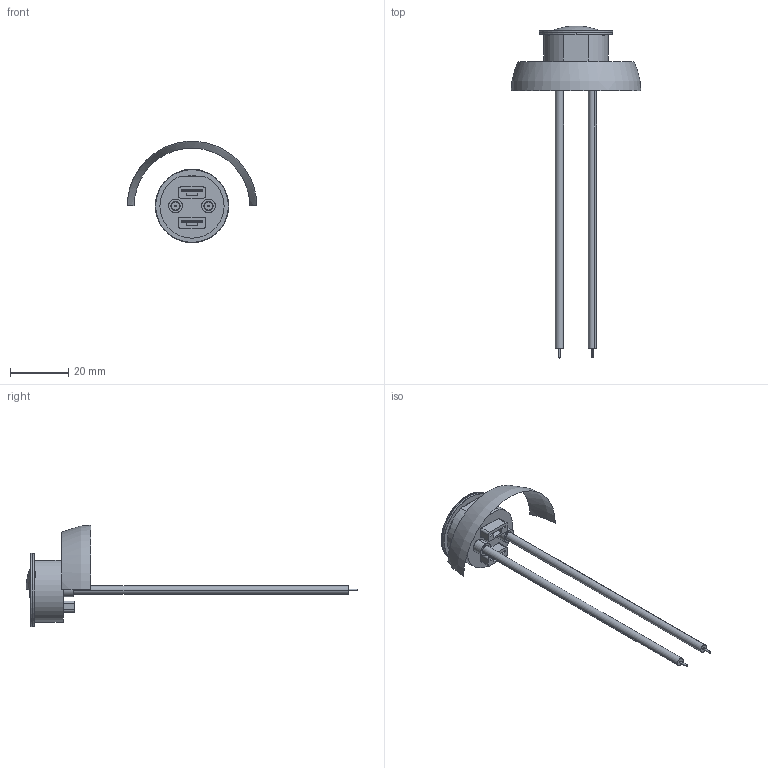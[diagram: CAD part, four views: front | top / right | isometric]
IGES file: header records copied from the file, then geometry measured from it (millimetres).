
Start section: SolidWorks IGES file using analytic representation for surfaces
Global section: file name: 2620_2622_Series.IGS; native system: SolidWorks 2018; preprocessor: SolidWorks 2018; author: chwang; date: 190513.101336; units: inch
Bounding box: 44.55 x 114.18 x 34.86 mm (x, y, z)
Surface area: 6476 mm2 (no closed solid volume)
Topology: 0 solids, 0 shells, 263 faces, 4467 edges, 4464 vertices
Faces by surface type: revolution 140, bspline 123
